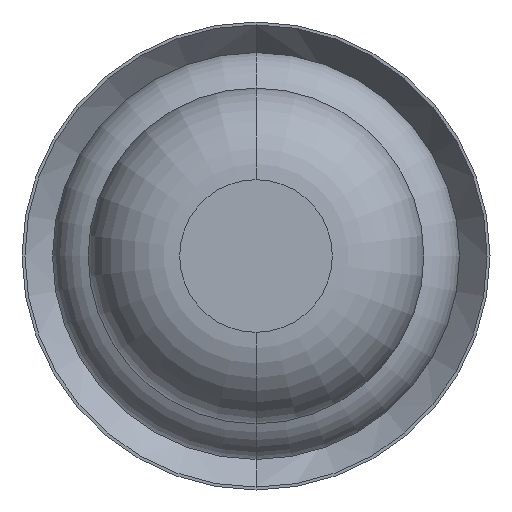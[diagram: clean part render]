
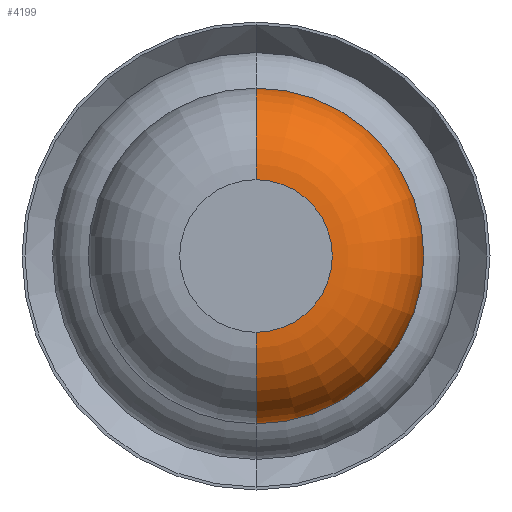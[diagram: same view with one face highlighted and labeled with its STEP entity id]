
A CAD part, front view. The second image highlights one B-rep face of the part: STEP entity #4199.
In plain terms, the highlighted toroidal (fillet/blend) face has major radius 0.375 mm and minor radius 0.45 mm.
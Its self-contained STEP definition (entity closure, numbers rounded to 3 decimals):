
#148 = CARTESIAN_POINT ( 'NONE',  ( 0., -23.55, -0.375 ) ) ;
#544 = EDGE_CURVE ( 'NONE', #1505, #1188, #2333, .T. ) ;
#672 = CARTESIAN_POINT ( 'NONE',  ( 0., -23.55, -0.825 ) ) ;
#767 = ORIENTED_EDGE ( 'NONE', *, *, #1705, .F. ) ;
#983 = CARTESIAN_POINT ( 'NONE',  ( 0., -24., -0.375 ) ) ;
#1017 = DIRECTION ( 'NONE',  ( 0., 1., 0. ) ) ;
#1188 = VERTEX_POINT ( 'NONE', #672 ) ;
#1209 = CARTESIAN_POINT ( 'NONE',  ( 0., -23.55, 0. ) ) ;
#1222 = DIRECTION ( 'NONE',  ( 0., 0., -1. ) ) ;
#1284 = ORIENTED_EDGE ( 'NONE', *, *, #3447, .T. ) ;
#1379 = DIRECTION ( 'NONE',  ( 0., 1., 0. ) ) ;
#1505 = VERTEX_POINT ( 'NONE', #983 ) ;
#1705 = EDGE_CURVE ( 'NONE', #1706, #2106, #3614, .T. ) ;
#1706 = VERTEX_POINT ( 'NONE', #3092 ) ;
#1866 = DIRECTION ( 'NONE',  ( 1., 0., 0. ) ) ;
#1900 = AXIS2_PLACEMENT_3D ( 'NONE', #4092, #1017, #2738 ) ;
#2069 = ORIENTED_EDGE ( 'NONE', *, *, #2770, .F. ) ;
#2104 = DIRECTION ( 'NONE',  ( 0., 0., 1. ) ) ;
#2106 = VERTEX_POINT ( 'NONE', #3321 ) ;
#2252 = AXIS2_PLACEMENT_3D ( 'NONE', #1209, #3604, #4265 ) ;
#2333 = CIRCLE ( 'NONE', #3369, 0.45 ) ;
#2391 = EDGE_LOOP ( 'NONE', ( #1284, #3170, #2069, #767 ) ) ;
#2431 = DIRECTION ( 'NONE',  ( 0., 0., 1. ) ) ;
#2634 = CIRCLE ( 'NONE', #3140, 0.375 ) ;
#2721 = TOROIDAL_SURFACE ( 'NONE', #1900, 0.375, 0.45 ) ;
#2738 = DIRECTION ( 'NONE',  ( 0., 0., 1. ) ) ;
#2770 = EDGE_CURVE ( 'Defeature ausgef�hrt1_3+Defeature ausgef�hrt1_2+Defeature ausgef�hrt1_2+Defeature ausgef�hrt1_2', #2106, #1188, #3563, .T. ) ;
#3082 = DIRECTION ( 'NONE',  ( -1., 0., 0. ) ) ;
#3092 = CARTESIAN_POINT ( 'NONE',  ( 0., -24., 0.375 ) ) ;
#3140 = AXIS2_PLACEMENT_3D ( 'NONE', #4144, #1379, #2104 ) ;
#3170 = ORIENTED_EDGE ( 'NONE', *, *, #544, .T. ) ;
#3321 = CARTESIAN_POINT ( 'NONE',  ( 0., -23.55, 0.825 ) ) ;
#3369 = AXIS2_PLACEMENT_3D ( 'NONE', #148, #1866, #1222 ) ;
#3447 = EDGE_CURVE ( 'Defeature ausgef�hrt1_2+Defeature ausgef�hrt1_1+Defeature ausgef�hrt1_1+Defeature ausgef�hrt1_1', #1706, #1505, #2634, .T. ) ;
#3563 = CIRCLE ( 'NONE', #2252, 0.825 ) ;
#3604 = DIRECTION ( 'NONE',  ( 0., 1., 0. ) ) ;
#3614 = CIRCLE ( 'NONE', #3876, 0.45 ) ;
#3811 = CARTESIAN_POINT ( 'NONE',  ( 0., -23.55, 0.375 ) ) ;
#3876 = AXIS2_PLACEMENT_3D ( 'NONE', #3811, #3082, #2431 ) ;
#3925 = FACE_OUTER_BOUND ( 'NONE', #2391, .T. ) ;
#4092 = CARTESIAN_POINT ( 'NONE',  ( 0., -23.55, 0. ) ) ;
#4144 = CARTESIAN_POINT ( 'NONE',  ( 0., -24., 0. ) ) ;
#4199 = ADVANCED_FACE ( 'Defeature ausgef�hrt1_2', ( #3925 ), #2721, .T. ) ;
#4265 = DIRECTION ( 'NONE',  ( 0., 0., 1. ) ) ;
